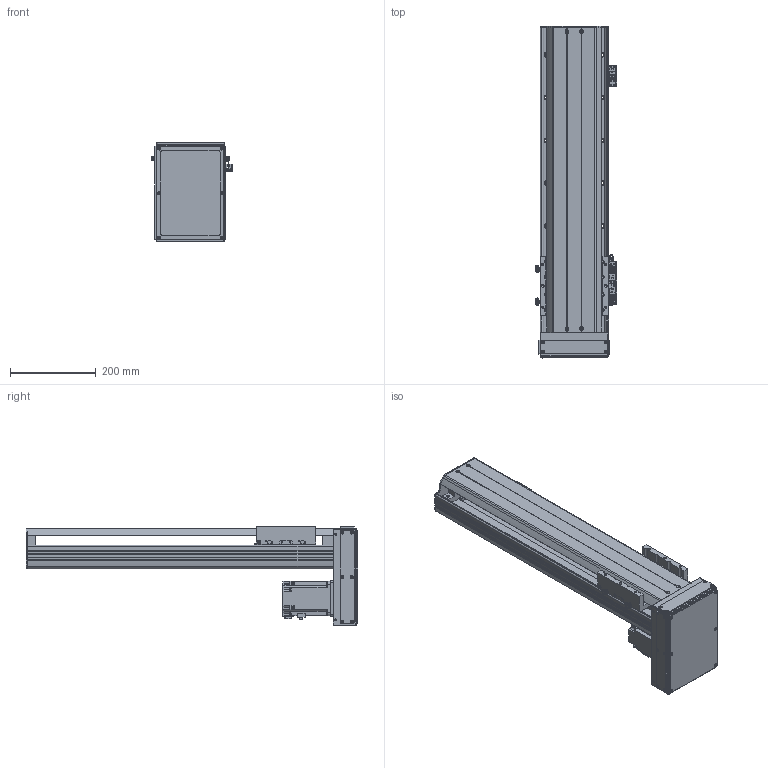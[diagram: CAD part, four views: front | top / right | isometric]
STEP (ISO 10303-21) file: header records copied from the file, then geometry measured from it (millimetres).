
FILE_DESCRIPTION(/* description */ ('MANUFACTURE'),/* implementation_level */ '2;1');
FILE_NAME(/* name */ 'HG160-D70-N-0500-R10.stp',/* time_stamp */ '2024-04-05T08:28:26+09:00',/* author */ ('User'),/* organization */ (''),/* preprocessor_version */ 'ST-DEVELOPER v18.1',/* originating_system */ 'Autodesk Inventor 2022',/* authorisation */ 'LIP');
FILE_SCHEMA (('AUTOMOTIVE_DESIGN { 1 0 10303 214 3 1 1 }'));
Products named in the file (34): HG160-D70-N-0500-R10 (간소화); HR160 S BASE (400W); 6004ZZ; 6004ZZ Outer ring; 6004ZZ Shield1; 6004ZZ Inner ring; 6004ZZ Ball; 6004ZZ Shield2; 7002ADF; 7002ADF Inner ring; 7002ADF Outer ring; 7002ADF Ball; RN15; SPACER(∅20); HR140 FRONT BLOCK (20Pi)-N; HR140 REAR BLOCK (20Pi)-N; BEARING COVER(∅20); HR120 SENSOR DOG; HR160 TABLE (W,N); LMKE2020 NUT; HR160 S UPCOVER; HR160 750W FRONT COVER; 750W MOTOR PLATE; hg-kr73_; 화살표; SENSOR BRK(EE-SX674A); EE_SX674A; hsr_ftht_A-M6F_grease_nipple_joint; NIPPLE CAP(신규); HG160LMOTORPLATE01; HG160BELTCOVER001; HG160DACRYLCOVER001; HG160DACRYLCOVER003; HG160ACRYLCOVER002
Assembly tree (87 placements, depth 3):
  HG160-D70-N-0500-R10 (간소화)
    HR160 S BASE (400W)
    6004ZZ
      6004ZZ Outer ring
      6004ZZ Shield1
      6004ZZ Inner ring
      6004ZZ Ball  x13
      6004ZZ Shield2
    7002ADF
      7002ADF Inner ring  x2
      7002ADF Outer ring  x2
      7002ADF Ball  x26
    RN15
    SPACER(∅20)
    SENSOR BRK(EE-SX674A)  x3
    EE_SX674A  x3
    HR140 FRONT BLOCK (20Pi)-N
    HR140 REAR BLOCK (20Pi)-N  x2
    BEARING COVER(∅20)
    HR120 SENSOR DOG
    HR160 TABLE (W,N)
    LMKE2020 NUT
    HR160 S UPCOVER
    HR160 750W FRONT COVER
    750W MOTOR PLATE
    hg-kr73_
    화살표  x2
    hsr_ftht_A-M6F_grease_nipple_joint  x5
    NIPPLE CAP(신규)  x5
    HG160LMOTORPLATE01
    HG160BELTCOVER001
    HG160DACRYLCOVER001
    HG160ACRYLCOVER002  x2
    HG160DACRYLCOVER003
Bounding box: 189.96 x 775 x 233 mm (x, y, z)
Volume: 4599671.4 mm3; surface area: 1471292.7 mm2
Topology: 85 solids, 85 shells, 2380 faces, 6552 edges, 4290 vertices
Faces by surface type: plane 1057, cylinder 953, cone 219, sphere 83, torus 48, bspline 20
Full cylindrical faces by diameter (mm): 2.459 x55, 3 x10, 3.242 x18, 3.4 x22, 3.5 x6, 4 x8, 4.134 x4, 4.5 x23, 4.917 x52, 5 x22, 5.5 x20, 5.6 x5, 5.9 x4, 6 x13, 6.5 x10, 6.6 x34, 7 x4, 7.5 x4, 7.6 x4, 8 x1, 9 x6, 9.5 x16, 11 x30, 13.917 x1, 15 x3, 17.5 x1, 19 x1, 20 x2, 20.9 x4, 21 x1
Entity records: 60957 total; most frequent: CARTESIAN_POINT 13063, DIRECTION 9711, ORIENTED_EDGE 9352, EDGE_CURVE 4676, AXIS2_PLACEMENT_3D 3574, VERTEX_POINT 3110, LINE 2563, VECTOR 2563
